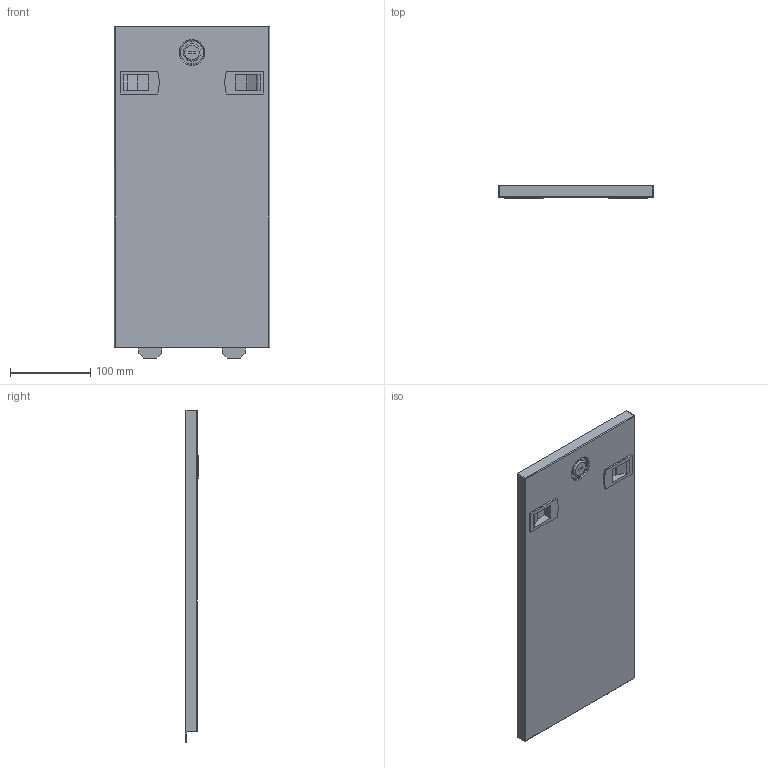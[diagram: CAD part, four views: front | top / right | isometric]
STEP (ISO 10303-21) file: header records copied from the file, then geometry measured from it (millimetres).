
FILE_DESCRIPTION(/* description */ (''),/* implementation_level */ '2;1');
FILE_NAME(/* name */ 'SOHO HALF-WIDTH SIDE PANEL v1.step',/* time_stamp */ '2023-09-13T16:35:31-05:00',/* author */ (''),/* organization */ (''),/* preprocessor_version */ 'ST-DEVELOPER v20',/* originating_system */ 'Autodesk Translation Framework v12.9.0.99',/* authorisation */ '');
FILE_SCHEMA (('AUTOMOTIVE_DESIGN { 1 0 10303 214 3 1 1 }'));
Length unit declared in the file: millimetre
Products named in the file (1): SOHO HALF-WIDTH SIDE PANEL
Bounding box: 193 x 17 x 412.5 mm (x, y, z)
Volume: 207349.5 mm3; surface area: 211031.8 mm2
Topology: 4 solids, 4 shells, 103 faces, 251 edges, 164 vertices
Faces by surface type: plane 82, cylinder 14, torus 4, sphere 2, bspline 1
Full cylindrical faces by diameter (mm): 22 x1, 30 x1
Entity records: 3161 total; most frequent: CARTESIAN_POINT 645, ORIENTED_EDGE 502, DIRECTION 490, EDGE_CURVE 251, LINE 212, VECTOR 212, VERTEX_POINT 164, AXIS2_PLACEMENT_3D 139
